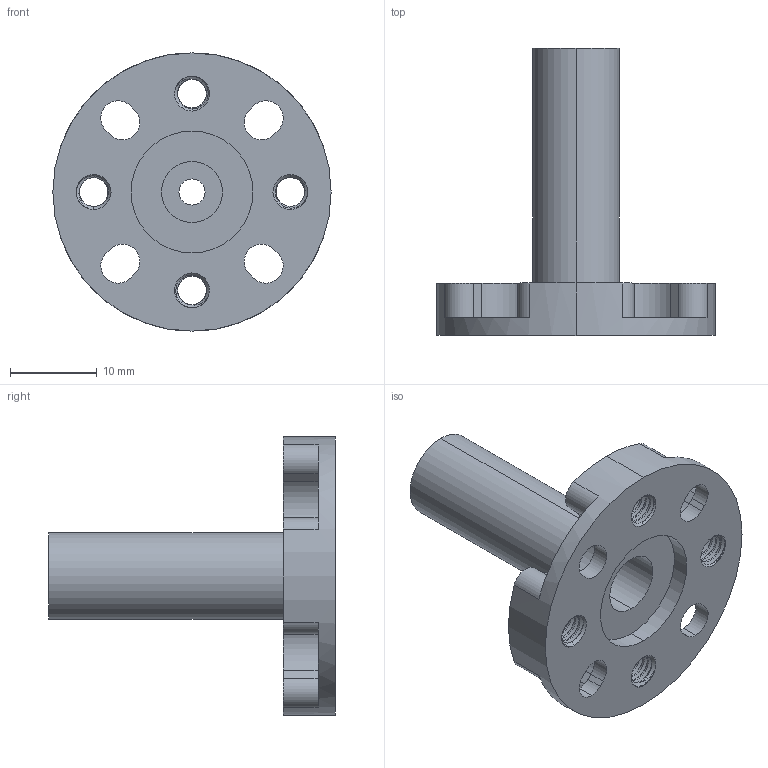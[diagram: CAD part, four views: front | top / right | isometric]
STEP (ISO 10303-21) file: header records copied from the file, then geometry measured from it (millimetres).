
FILE_DESCRIPTION (( 'STEP AP203' ), '1' );
FILE_NAME ('1910-0025-0033 rev1.STEP', '2017-05-22T14:56:37', ( '' ), ( '' ), 'SwSTEP 2.0', 'SolidWorks 2016', '' );
FILE_SCHEMA (( 'CONFIG_CONTROL_DESIGN' ));
Length unit declared in the file: millimetre
Products named in the file (1): 1910-0025-0033 rev1
Bounding box: 32 x 33 x 32 mm (x, y, z)
Volume: 4105.3 mm3; surface area: 4314.5 mm2
Topology: 1 solids, 1 shells, 341 faces, 980 edges, 646 vertices
Faces by surface type: cylinder 230, plane 77, cone 26, bspline 8
Entity records: 21361 total; most frequent: CARTESIAN_POINT 12998, ORIENTED_EDGE 1960, DIRECTION 1578, EDGE_CURVE 980, VERTEX_POINT 646, AXIS2_PLACEMENT_3D 568, LINE 442, VECTOR 442
